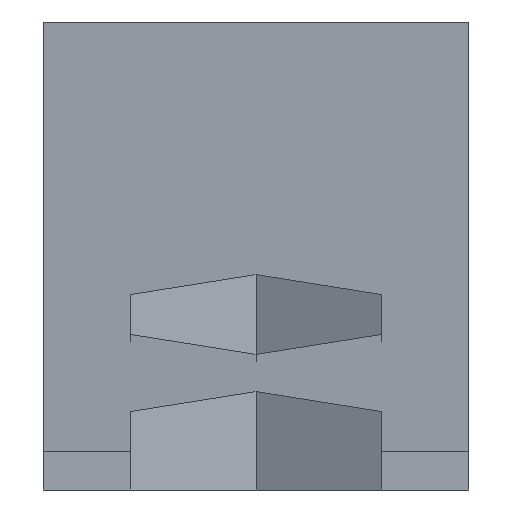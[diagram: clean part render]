
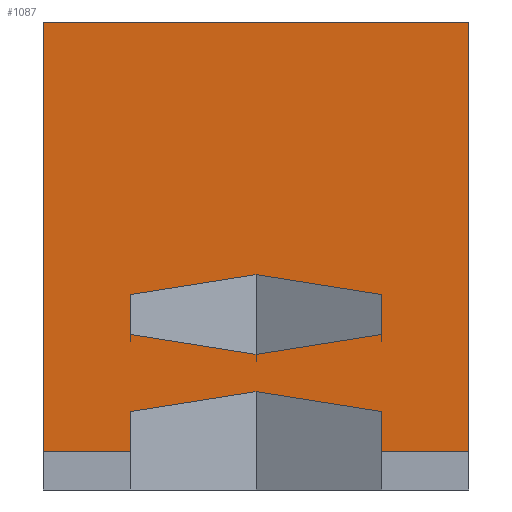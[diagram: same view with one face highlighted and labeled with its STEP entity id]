
A CAD part, left-side view. The second image highlights one B-rep face of the part: STEP entity #1087.
In plain terms, the highlighted planar face has unit normal (-0.265, 0, 0.964).
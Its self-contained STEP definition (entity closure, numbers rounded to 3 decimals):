
#41=FACE_BOUND('',#180,.T.);
#105=FACE_OUTER_BOUND('',#179,.T.);
#179=EDGE_LOOP('',(#927,#928,#929,#930,#931,#932,#933,#934,#935));
#180=EDGE_LOOP('',(#936,#937,#938,#939,#940,#941));
#196=LINE('',#1476,#327);
#198=LINE('',#1482,#329);
#208=LINE('',#1512,#339);
#212=LINE('',#1520,#343);
#215=LINE('',#1526,#346);
#218=LINE('',#1532,#349);
#221=LINE('',#1538,#352);
#224=LINE('',#1543,#355);
#226=LINE('',#1550,#357);
#228=LINE('',#1554,#359);
#230=LINE('',#1558,#361);
#232=LINE('',#1561,#363);
#309=LINE('',#1729,#440);
#314=LINE('',#1742,#445);
#315=LINE('',#1750,#446);
#327=VECTOR('',#1197,10.);
#329=VECTOR('',#1201,10.);
#339=VECTOR('',#1225,10.);
#343=VECTOR('',#1231,10.);
#346=VECTOR('',#1236,10.);
#349=VECTOR('',#1241,10.);
#352=VECTOR('',#1246,10.);
#355=VECTOR('',#1251,10.);
#357=VECTOR('',#1259,10.);
#359=VECTOR('',#1263,10.);
#361=VECTOR('',#1267,10.);
#363=VECTOR('',#1271,10.);
#440=VECTOR('',#1416,10.);
#445=VECTOR('',#1429,10.);
#446=VECTOR('',#1438,10.);
#455=VERTEX_POINT('',#1469);
#458=VERTEX_POINT('',#1474);
#459=VERTEX_POINT('',#1478);
#461=VERTEX_POINT('',#1481);
#473=VERTEX_POINT('',#1510);
#474=VERTEX_POINT('',#1511);
#477=VERTEX_POINT('',#1519);
#479=VERTEX_POINT('',#1525);
#481=VERTEX_POINT('',#1531);
#483=VERTEX_POINT('',#1537);
#486=VERTEX_POINT('',#1549);
#487=VERTEX_POINT('',#1553);
#488=VERTEX_POINT('',#1557);
#545=VERTEX_POINT('',#1728);
#549=VERTEX_POINT('',#1740);
#556=EDGE_CURVE('',#455,#458,#196,.T.);
#558=EDGE_CURVE('',#461,#459,#198,.T.);
#573=EDGE_CURVE('',#473,#474,#208,.T.);
#577=EDGE_CURVE('',#474,#477,#212,.T.);
#580=EDGE_CURVE('',#477,#479,#215,.T.);
#583=EDGE_CURVE('',#479,#481,#218,.T.);
#586=EDGE_CURVE('',#483,#473,#221,.T.);
#589=EDGE_CURVE('',#481,#483,#224,.T.);
#592=EDGE_CURVE('',#459,#486,#226,.T.);
#594=EDGE_CURVE('',#486,#487,#228,.T.);
#596=EDGE_CURVE('',#488,#455,#230,.T.);
#598=EDGE_CURVE('',#487,#488,#232,.T.);
#679=EDGE_CURVE('',#461,#545,#309,.T.);
#687=EDGE_CURVE('',#549,#458,#314,.T.);
#691=EDGE_CURVE('',#545,#549,#315,.T.);
#927=ORIENTED_EDGE('',*,*,#558,.T.);
#928=ORIENTED_EDGE('',*,*,#592,.T.);
#929=ORIENTED_EDGE('',*,*,#594,.T.);
#930=ORIENTED_EDGE('',*,*,#598,.T.);
#931=ORIENTED_EDGE('',*,*,#596,.T.);
#932=ORIENTED_EDGE('',*,*,#556,.T.);
#933=ORIENTED_EDGE('',*,*,#687,.F.);
#934=ORIENTED_EDGE('',*,*,#691,.F.);
#935=ORIENTED_EDGE('',*,*,#679,.F.);
#936=ORIENTED_EDGE('',*,*,#583,.T.);
#937=ORIENTED_EDGE('',*,*,#589,.T.);
#938=ORIENTED_EDGE('',*,*,#586,.T.);
#939=ORIENTED_EDGE('',*,*,#573,.T.);
#940=ORIENTED_EDGE('',*,*,#577,.T.);
#941=ORIENTED_EDGE('',*,*,#580,.T.);
#1039=PLANE('',#1179);
#1087=ADVANCED_FACE('',(#105,#41),#1039,.F.);
#1179=AXIS2_PLACEMENT_3D('',#1749,#1436,#1437);
#1197=DIRECTION('',(0.,-1.,0.));
#1201=DIRECTION('',(0.,-1.,0.));
#1225=DIRECTION('',(-0.495,0.858,-0.136));
#1231=DIRECTION('',(0.495,0.858,0.136));
#1236=DIRECTION('',(0.964,0.,0.265));
#1241=DIRECTION('',(0.495,-0.858,0.136));
#1246=DIRECTION('',(-0.964,0.,-0.265));
#1251=DIRECTION('',(-0.495,-0.858,-0.136));
#1259=DIRECTION('',(0.964,0.,0.265));
#1263=DIRECTION('',(0.495,-0.858,0.136));
#1267=DIRECTION('',(-0.964,0.,-0.265));
#1271=DIRECTION('',(-0.495,-0.858,-0.136));
#1416=DIRECTION('',(0.964,0.,0.265));
#1429=DIRECTION('',(-0.964,0.,-0.265));
#1436=DIRECTION('center_axis',(0.265,0.,-0.964));
#1437=DIRECTION('ref_axis',(-0.964,0.,-0.265));
#1438=DIRECTION('',(0.,-1.,0.));
#1469=CARTESIAN_POINT('',(3.297,2.05,0.907));
#1474=CARTESIAN_POINT('',(3.297,0.,0.907));
#1476=CARTESIAN_POINT('',(3.297,0.,0.907));
#1478=CARTESIAN_POINT('',(3.297,7.95,0.907));
#1481=CARTESIAN_POINT('',(3.297,10.,0.907));
#1482=CARTESIAN_POINT('',(3.297,0.,0.907));
#1510=CARTESIAN_POINT('',(13.297,2.05,3.657));
#1511=CARTESIAN_POINT('',(11.594,5.,3.188));
#1512=CARTESIAN_POINT('',(17.504,-5.237,4.814));
#1519=CARTESIAN_POINT('',(13.297,7.95,3.657));
#1520=CARTESIAN_POINT('',(14.543,10.109,3.999));
#1525=CARTESIAN_POINT('',(16.703,7.95,4.593));
#1526=CARTESIAN_POINT('',(27.587,7.95,7.586));
#1531=CARTESIAN_POINT('',(18.406,5.,5.062));
#1532=CARTESIAN_POINT('',(21.683,-0.675,5.963));
#1537=CARTESIAN_POINT('',(16.703,2.05,4.593));
#1538=CARTESIAN_POINT('',(29.171,2.05,8.022));
#1543=CARTESIAN_POINT('',(20.394,8.442,5.608));
#1549=CARTESIAN_POINT('',(6.703,7.95,1.843));
#1550=CARTESIAN_POINT('',(22.939,7.95,6.308));
#1553=CARTESIAN_POINT('',(8.406,5.,2.312));
#1554=CARTESIAN_POINT('',(13.095,-3.121,3.601));
#1557=CARTESIAN_POINT('',(6.703,2.05,1.843));
#1558=CARTESIAN_POINT('',(24.522,2.05,6.744));
#1561=CARTESIAN_POINT('',(11.806,10.888,3.247));
#1728=CARTESIAN_POINT('',(40.,10.,11.));
#1729=CARTESIAN_POINT('',(97.629,10.,26.848));
#1740=CARTESIAN_POINT('',(40.,0.,11.));
#1742=CARTESIAN_POINT('',(20.,0.,5.5));
#1749=CARTESIAN_POINT('Origin',(40.,0.,11.));
#1750=CARTESIAN_POINT('',(40.,2.5,11.));
